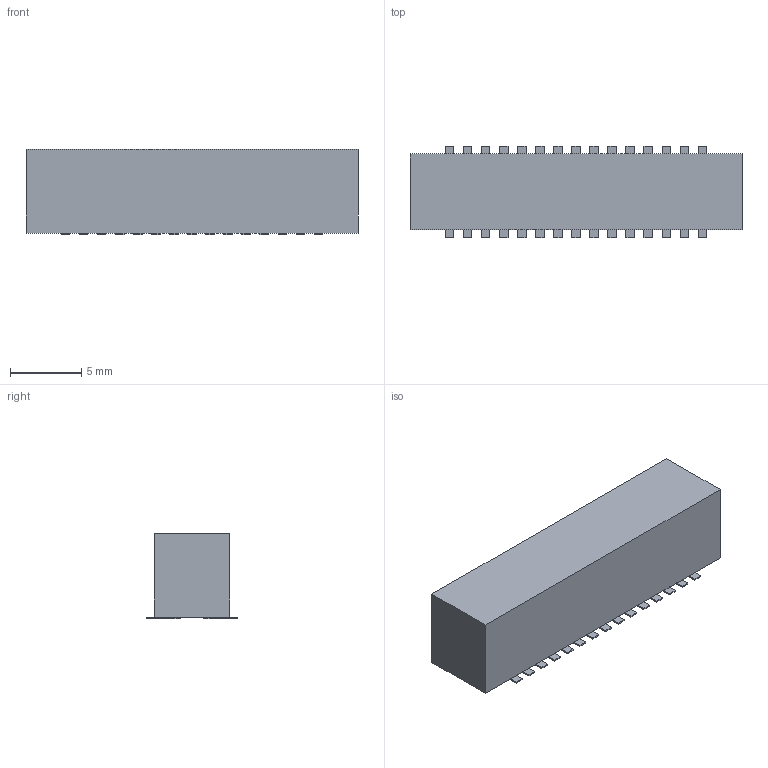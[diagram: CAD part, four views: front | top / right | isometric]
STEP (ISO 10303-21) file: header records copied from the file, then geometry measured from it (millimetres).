
FILE_DESCRIPTION(('FreeCAD Model'),'2;1');
FILE_NAME('984502.1.3.stp','2021-05-08T22:17:23',( 'Author'),(''),'Open CASCADE STEP processor 6.9','FreeCAD','Unknown' );
FILE_SCHEMA(('AUTOMOTIVE_DESIGN { 1 0 10303 214 1 1 1 1 }'));
Length unit declared in the file: millimetre
Products named in the file (3): ASSEMBLY; Body; Pins
Assembly tree (2 placements, depth 2):
  ASSEMBLY
    Body
    Pins
Bounding box: 23.37 x 6.46 x 5.99 mm (x, y, z)
Volume: 738.8 mm3; surface area: 690.1 mm2
Topology: 31 solids, 31 shells, 186 faces, 372 edges, 248 vertices
Faces by surface type: plane 186
Entity records: 9821 total; most frequent: CARTESIAN_POINT 1553, DIRECTION 1494, LINE 1116, VECTOR 1116, ORIENTED_EDGE 744, PCURVE 744, DEFINITIONAL_REPRESENTATION 744, EDGE_CURVE 372
